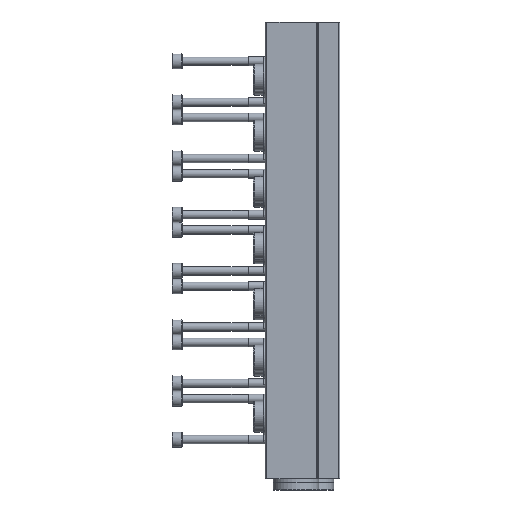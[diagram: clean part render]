
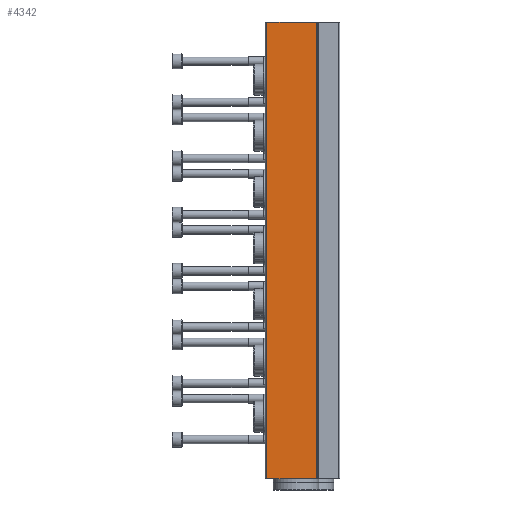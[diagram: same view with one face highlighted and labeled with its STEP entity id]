
A CAD part, left-side view. The second image highlights one B-rep face of the part: STEP entity #4342.
In plain terms, the highlighted planar face has unit normal (-1, 0, 0).
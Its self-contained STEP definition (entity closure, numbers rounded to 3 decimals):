
#201=PLANE('',#4680);
#312=LINE('',#6986,#586);
#313=LINE('',#6988,#587);
#314=LINE('',#6990,#588);
#315=LINE('',#6992,#589);
#586=VECTOR('',#5265,1000.);
#587=VECTOR('',#5268,1000.);
#588=VECTOR('',#5269,1000.);
#589=VECTOR('',#5270,1000.);
#1148=ORIENTED_EDGE('',*,*,#2282,.F.);
#1149=ORIENTED_EDGE('',*,*,#2281,.F.);
#1150=ORIENTED_EDGE('',*,*,#2283,.T.);
#1151=ORIENTED_EDGE('',*,*,#2284,.T.);
#2281=EDGE_CURVE('',#2848,#2846,#312,.T.);
#2282=EDGE_CURVE('',#2846,#2849,#313,.T.);
#2283=EDGE_CURVE('',#2848,#2850,#314,.T.);
#2284=EDGE_CURVE('',#2850,#2849,#315,.T.);
#2846=VERTEX_POINT('',#6981);
#2848=VERTEX_POINT('',#6985);
#2849=VERTEX_POINT('',#6989);
#2850=VERTEX_POINT('',#6991);
#3313=EDGE_LOOP('',(#1148,#1149,#1150,#1151));
#3773=FACE_BOUND('',#3313,.T.);
#4342=ADVANCED_FACE('',(#3773),#201,.T.);
#4680=AXIS2_PLACEMENT_3D('',#6987,#5266,#5267);
#5265=DIRECTION('',(0.,0.,1.));
#5266=DIRECTION('',(-1.,0.,0.));
#5267=DIRECTION('',(0.,0.,1.));
#5268=DIRECTION('',(0.,-1.,0.));
#5269=DIRECTION('',(0.,-1.,0.));
#5270=DIRECTION('',(0.,0.,1.));
#6981=CARTESIAN_POINT('',(-47.,41.5,0.));
#6985=CARTESIAN_POINT('',(-47.,41.5,-260.));
#6986=CARTESIAN_POINT('',(-47.,41.5,-260.));
#6987=CARTESIAN_POINT('',(-47.,41.5,-260.));
#6988=CARTESIAN_POINT('',(-47.,41.5,0.));
#6989=CARTESIAN_POINT('',(-47.,13.377,0.));
#6990=CARTESIAN_POINT('',(-47.,41.5,-260.));
#6991=CARTESIAN_POINT('',(-47.,13.377,-260.));
#6992=CARTESIAN_POINT('',(-47.,13.377,-260.));
